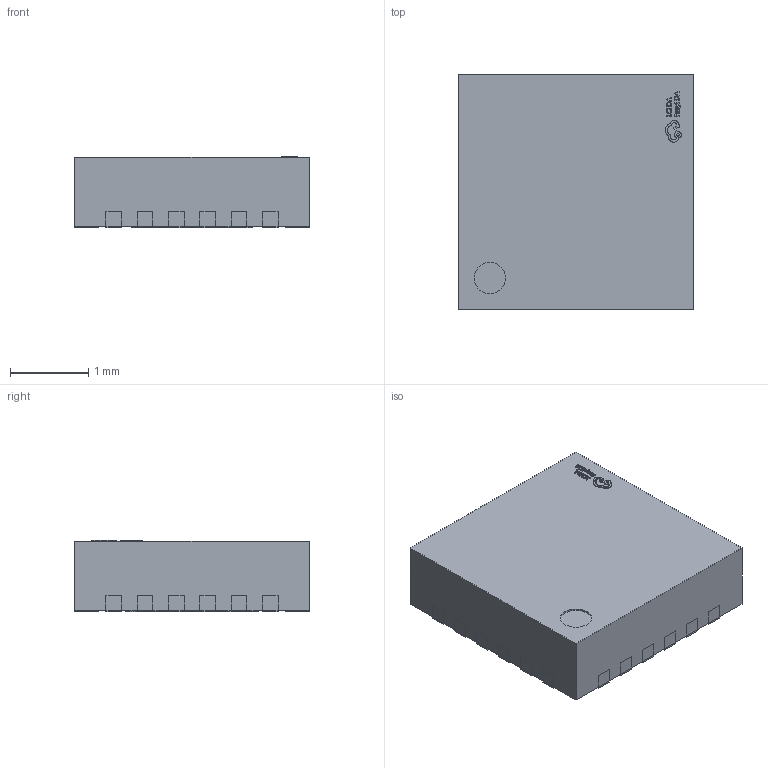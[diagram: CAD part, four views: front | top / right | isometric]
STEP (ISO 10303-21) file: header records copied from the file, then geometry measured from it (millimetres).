
FILE_DESCRIPTION(('FreeCAD Model'),'2;1');
FILE_NAME('Open CASCADE Shape Model','2024-09-29T10:19:54',(''),(''), 'Open CASCADE STEP processor 7.6','FreeCAD','Unknown');
FILE_SCHEMA(('AUTOMOTIVE_DESIGN { 1 0 10303 214 1 1 1 1 }'));
Length unit declared in the file: millimetre
Products named in the file (53): CZzU-U1; QFN-24_L3.0-W3.0-P0.40-BL-EP; COMPOUND050; COMPOUND; COMPOUND001; COMPOUND002; COMPOUND003; COMPOUND004; COMPOUND005; COMPOUND006; COMPOUND007; COMPOUND008; COMPOUND009; COMPOUND010; COMPOUND011; COMPOUND012; COMPOUND013; COMPOUND014; COMPOUND015; COMPOUND016; COMPOUND017; COMPOUND018; COMPOUND019; COMPOUND020; COMPOUND021; COMPOUND022; COMPOUND023; COMPOUND024; COMPOUND025; COMPOUND026; COMPOUND027; COMPOUND028; COMPOUND029; COMPOUND030; COMPOUND031; COMPOUND032; COMPOUND033; COMPOUND034; COMPOUND035; COMPOUND036 ...
Assembly tree (52 placements, depth 4):
  CZzU-U1
    QFN-24_L3.0-W3.0-P0.40-BL-EP
      COMPOUND050
        COMPOUND
        COMPOUND001
        COMPOUND002
        COMPOUND003
        COMPOUND004
        COMPOUND005
        COMPOUND006
        COMPOUND007
        COMPOUND008
        COMPOUND009
        COMPOUND010
        COMPOUND011
        COMPOUND012
        COMPOUND013
        COMPOUND014
        COMPOUND015
        COMPOUND016
        COMPOUND017
        COMPOUND018
        COMPOUND019
        COMPOUND020
        COMPOUND021
        COMPOUND022
        COMPOUND023
        COMPOUND024
        COMPOUND025
        COMPOUND026
        COMPOUND027
        COMPOUND028
        COMPOUND029
        COMPOUND030
        COMPOUND031
        COMPOUND032
        COMPOUND033
        COMPOUND034
        COMPOUND035
        COMPOUND036
        COMPOUND037
        COMPOUND038
        COMPOUND039
        COMPOUND040
        COMPOUND041
        COMPOUND042
        COMPOUND043
        COMPOUND044
        COMPOUND045
        COMPOUND046
        COMPOUND047
        COMPOUND048
        COMPOUND049
Bounding box: 3 x 3 x 0.91 mm (x, y, z)
Surface area: 47.4 mm2
Topology: 50 solids, 50 shells, 878 faces, 2253 edges, 1502 vertices
Faces by surface type: plane 593, cylinder 173, bspline 112
Entity records: 61938 total; most frequent: CARTESIAN_POINT 13596, DIRECTION 7882, LINE 5383, VECTOR 5383, ORIENTED_EDGE 4506, PCURVE 4506, DEFINITIONAL_REPRESENTATION 4506, EDGE_CURVE 2253
